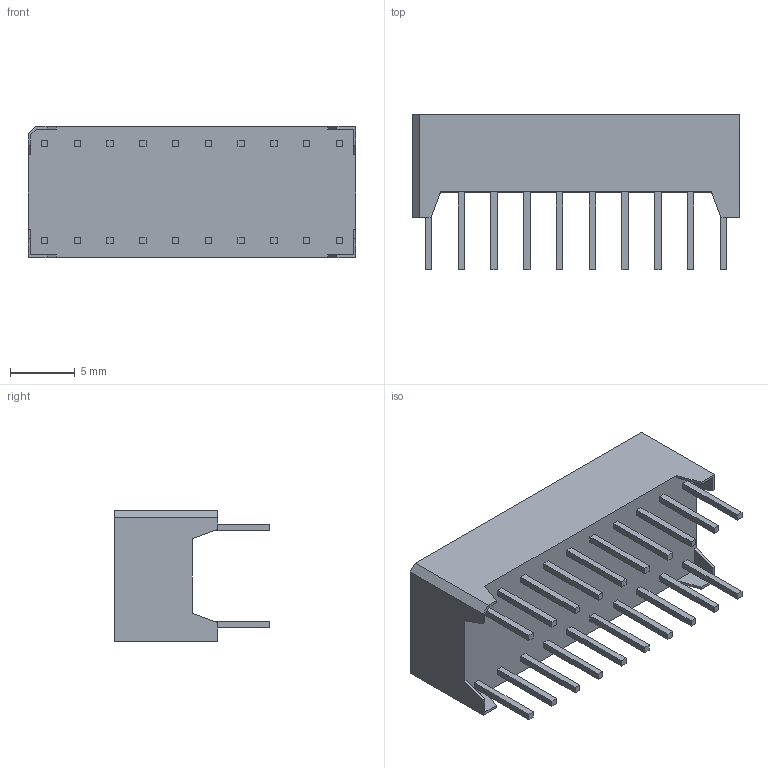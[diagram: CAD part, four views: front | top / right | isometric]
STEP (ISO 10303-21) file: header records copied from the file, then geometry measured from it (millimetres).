
FILE_DESCRIPTION (( 'STEP AP214' ), '1' );
FILE_NAME ('DC-10.STEP', '2008-09-06T01:25:04', ( '' ), ( '' ), 'SwSTEP 2.0', 'SolidWorks 2008', '' );
FILE_SCHEMA (( 'AUTOMOTIVE_DESIGN' ));
Length unit declared in the file: millimetre
Products named in the file (1): DC-10
Bounding box: 25.4 x 12 x 10.16 mm (x, y, z)
Volume: 1578.3 mm3; surface area: 1243.9 mm2
Topology: 1 solids, 1 shells, 461 faces, 1203 edges, 802 vertices
Faces by surface type: plane 345, bspline 116
Entity records: 24507 total; most frequent: CARTESIAN_POINT 8855, ORIENTED_EDGE 2406, DIRECTION 1663, EDGE_CURVE 1203, VECTOR 971, LINE 971, VERTEX_POINT 802, EDGE_LOOP 519
